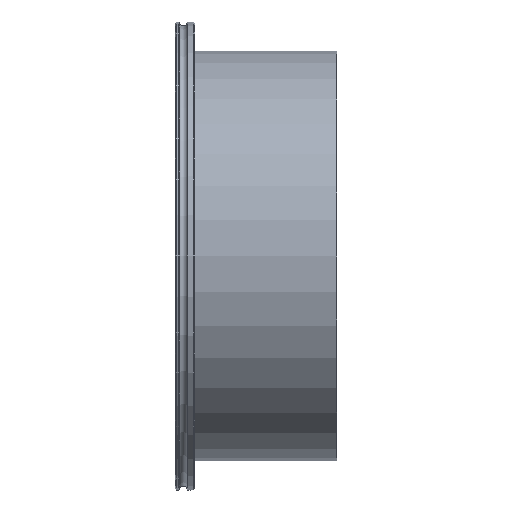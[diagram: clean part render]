
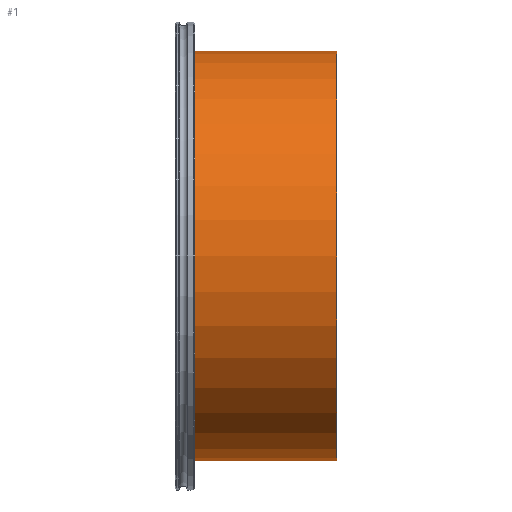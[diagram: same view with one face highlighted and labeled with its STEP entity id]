
A CAD part, left-side view. The second image highlights one B-rep face of the part: STEP entity #1.
In plain terms, the highlighted cylindrical face has radius 127 mm (diameter 254 mm), a full revolution.
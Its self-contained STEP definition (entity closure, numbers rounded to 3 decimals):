
#1 = ADVANCED_FACE ( 'NONE', ( #268, #231 ), #71, .T. ) ;
#13 = AXIS2_PLACEMENT_3D ( 'NONE', #575, #424, #151 ) ;
#68 = CARTESIAN_POINT ( 'NONE',  ( 0., 0., 0. ) ) ;
#70 = CARTESIAN_POINT ( 'NONE',  ( 0., 0., -127. ) ) ;
#71 = CYLINDRICAL_SURFACE ( 'NONE', #257, 127. ) ;
#109 = EDGE_CURVE ( 'NONE', #461, #461, #588, .T. ) ;
#151 = DIRECTION ( 'NONE',  ( 0., 0., -1. ) ) ;
#157 = DIRECTION ( 'NONE',  ( 0., 0., -1. ) ) ;
#183 = VERTEX_POINT ( 'NONE', #70 ) ;
#201 = CIRCLE ( 'NONE', #13, 127. ) ;
#205 = ORIENTED_EDGE ( 'NONE', *, *, #109, .F. ) ;
#231 = FACE_OUTER_BOUND ( 'NONE', #544, .T. ) ;
#255 = CARTESIAN_POINT ( 'NONE',  ( 93.7, 0., -127. ) ) ;
#257 = AXIS2_PLACEMENT_3D ( 'NONE', #68, #475, #157 ) ;
#268 = FACE_OUTER_BOUND ( 'NONE', #560, .T. ) ;
#351 = DIRECTION ( 'NONE',  ( 1., 0., 0. ) ) ;
#424 = DIRECTION ( 'NONE',  ( 1., 0., 0. ) ) ;
#431 = EDGE_CURVE ( 'NONE', #183, #183, #201, .T. ) ;
#461 = VERTEX_POINT ( 'NONE', #255 ) ;
#468 = AXIS2_PLACEMENT_3D ( 'NONE', #519, #351, #492 ) ;
#475 = DIRECTION ( 'NONE',  ( 1., 0., 0. ) ) ;
#492 = DIRECTION ( 'NONE',  ( 0., 0., -1. ) ) ;
#519 = CARTESIAN_POINT ( 'NONE',  ( 93.7, 0., 0. ) ) ;
#544 = EDGE_LOOP ( 'NONE', ( #205 ) ) ;
#560 = EDGE_LOOP ( 'NONE', ( #567 ) ) ;
#567 = ORIENTED_EDGE ( 'NONE', *, *, #431, .T. ) ;
#575 = CARTESIAN_POINT ( 'NONE',  ( 0., 0., 0. ) ) ;
#588 = CIRCLE ( 'NONE', #468, 127. ) ;
